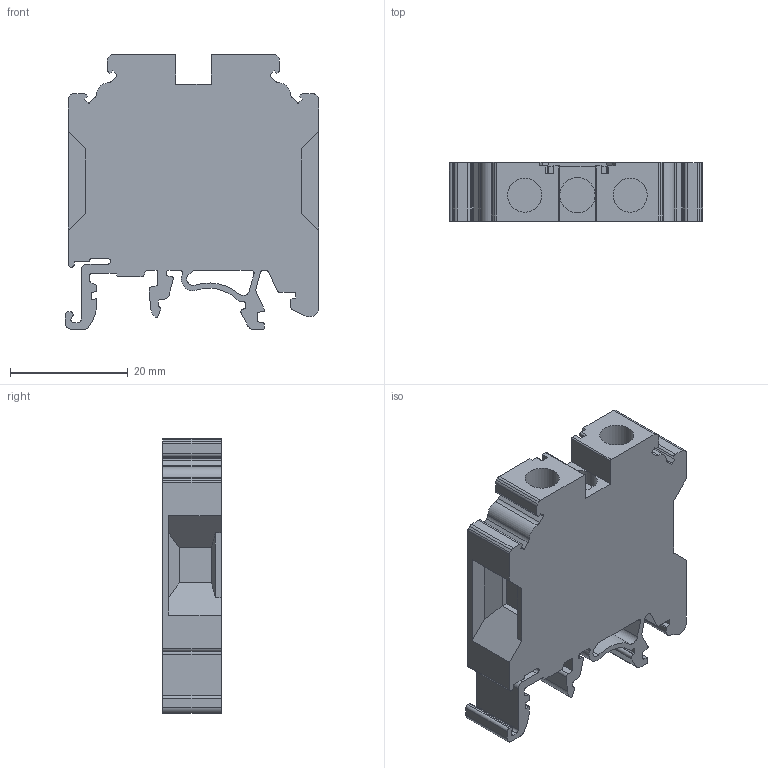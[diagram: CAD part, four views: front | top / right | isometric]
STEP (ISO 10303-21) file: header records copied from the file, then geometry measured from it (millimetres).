
FILE_DESCRIPTION( ( 'Unknown' ), '1' );
FILE_NAME( 'CTS10U.stp', 'Unknown', ( 'Unknown' ), ( 'Unknown' ), 'PSStep 14.0', 'Unknown', ' ' );
FILE_SCHEMA( ( 'AUTOMOTIVE_DESIGN { 1 0 10303 214 1 1 1 1 }' ) );
Length unit declared in the file: millimetre
Products named in the file (1): 1
Bounding box: 43 x 9.95 x 46.65 mm (x, y, z)
Volume: 13841.9 mm3; surface area: 6614.6 mm2
Topology: 1 solids, 1 shells, 224 faces, 649 edges, 429 vertices
Faces by surface type: plane 129, cylinder 95
Full cylindrical faces by diameter (mm): 5.8 x2, 6 x1
Entity records: 9193 total; most frequent: CARTESIAN_POINT 1300, ORIENTED_EDGE 1292, DIRECTION 1287, EDGE_CURVE 646, LINE 455, VECTOR 455, VERTEX_POINT 429, AXIS2_PLACEMENT_3D 416
